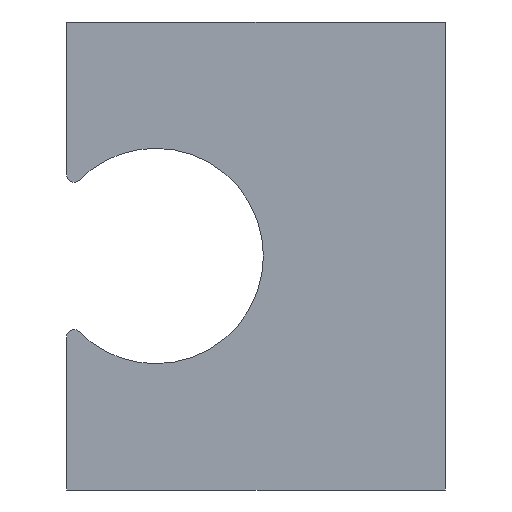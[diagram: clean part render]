
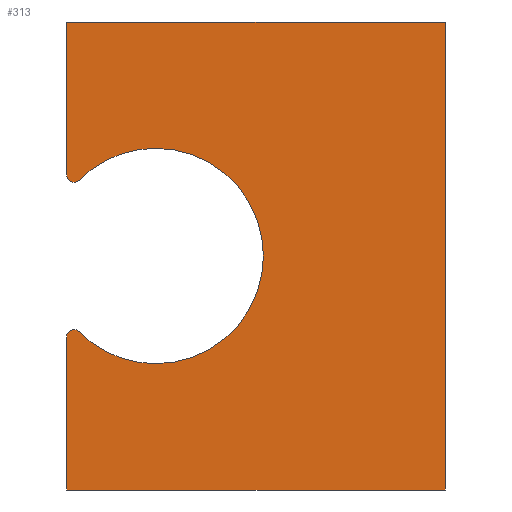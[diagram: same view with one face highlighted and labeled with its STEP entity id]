
A CAD part, front view. The second image highlights one B-rep face of the part: STEP entity #313.
In plain terms, the highlighted planar face has unit normal (0, -1, 0).
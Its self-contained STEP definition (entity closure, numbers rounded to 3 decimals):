
#141 = ORIENTED_EDGE ( 'NONE', *, *, #209, .F. ) ;
#145 = ORIENTED_EDGE ( 'NONE', *, *, #237, .F. ) ;
#149 = ORIENTED_EDGE ( 'NONE', *, *, #250, .F. ) ;
#151 = EDGE_CURVE ( 'NONE', #6477, #157, #922, .T. ) ;
#157 = VERTEX_POINT ( 'NONE', #916 ) ;
#172 = ORIENTED_EDGE ( 'NONE', *, *, #333, .F. ) ;
#174 = ORIENTED_EDGE ( 'NONE', *, *, #285, .F. ) ;
#177 = ORIENTED_EDGE ( 'NONE', *, *, #6462, .F. ) ;
#182 = ORIENTED_EDGE ( 'NONE', *, *, #306, .F. ) ;
#209 = EDGE_CURVE ( 'NONE', #228, #211, #988, .T. ) ;
#211 = VERTEX_POINT ( 'NONE', #983 ) ;
#225 = VERTEX_POINT ( 'NONE', #1001 ) ;
#228 = VERTEX_POINT ( 'NONE', #995 ) ;
#236 = VERTEX_POINT ( 'NONE', #1022 ) ;
#237 = EDGE_CURVE ( 'NONE', #211, #240, #1021, .T. ) ;
#240 = VERTEX_POINT ( 'NONE', #1016 ) ;
#250 = EDGE_CURVE ( 'NONE', #240, #236, #1093, .T. ) ;
#276 = EDGE_CURVE ( 'NONE', #225, #228, #1156, .T. ) ;
#285 = EDGE_CURVE ( 'NONE', #289, #301, #1274, .T. ) ;
#288 = EDGE_CURVE ( 'NONE', #157, #225, #1270, .T. ) ;
#289 = VERTEX_POINT ( 'NONE', #1265 ) ;
#296 = EDGE_LOOP ( 'NONE', ( #177, #172, #174, #182, #149, #145, #141, #359, #354, #355, #349 ) ) ;
#301 = VERTEX_POINT ( 'NONE', #1263 ) ;
#306 = EDGE_CURVE ( 'NONE', #236, #289, #1250, .T. ) ;
#313 = ADVANCED_FACE ( 'NONE', ( #1299 ), #1297, .F. ) ;
#333 = EDGE_CURVE ( 'NONE', #301, #6365, #1327, .T. ) ;
#349 = ORIENTED_EDGE ( 'NONE', *, *, #6479, .F. ) ;
#354 = ORIENTED_EDGE ( 'NONE', *, *, #288, .F. ) ;
#355 = ORIENTED_EDGE ( 'NONE', *, *, #151, .F. ) ;
#359 = ORIENTED_EDGE ( 'NONE', *, *, #276, .F. ) ;
#916 = CARTESIAN_POINT ( 'NONE',  ( -5.145, 0., -5.108 ) ) ;
#918 = DIRECTION ( 'NONE',  ( 0., 0., -1. ) ) ;
#919 = DIRECTION ( 'NONE',  ( 0., 1., 0. ) ) ;
#920 = CARTESIAN_POINT ( 'NONE',  ( -5.5, 0., -5.46 ) ) ;
#921 = AXIS2_PLACEMENT_3D ( 'NONE', #920, #919, #918 ) ;
#922 = CIRCLE ( 'NONE', #921, 0.5 ) ;
#983 = CARTESIAN_POINT ( 'NONE',  ( -5.145, 0., 5.108 ) ) ;
#984 = DIRECTION ( 'NONE',  ( 0., 0., 1. ) ) ;
#985 = DIRECTION ( 'NONE',  ( 0., -1., 0. ) ) ;
#986 = CARTESIAN_POINT ( 'NONE',  ( 0., 0., 0. ) ) ;
#987 = AXIS2_PLACEMENT_3D ( 'NONE', #986, #985, #984 ) ;
#988 = CIRCLE ( 'NONE', #987, 7.25 ) ;
#995 = CARTESIAN_POINT ( 'NONE',  ( 0., 0., 7.25 ) ) ;
#1001 = CARTESIAN_POINT ( 'NONE',  ( 0., 0., -7.25 ) ) ;
#1016 = CARTESIAN_POINT ( 'NONE',  ( -5.5, 0., 4.96 ) ) ;
#1017 = DIRECTION ( 'NONE',  ( 0., 0., 1. ) ) ;
#1018 = DIRECTION ( 'NONE',  ( 0., 1., 0. ) ) ;
#1019 = CARTESIAN_POINT ( 'NONE',  ( -5.5, 0., 5.46 ) ) ;
#1020 = AXIS2_PLACEMENT_3D ( 'NONE', #1019, #1018, #1017 ) ;
#1021 = CIRCLE ( 'NONE', #1020, 0.5 ) ;
#1022 = CARTESIAN_POINT ( 'NONE',  ( -6., 0., 5.46 ) ) ;
#1089 = DIRECTION ( 'NONE',  ( 0., 0., 1. ) ) ;
#1090 = DIRECTION ( 'NONE',  ( 0., 1., 0. ) ) ;
#1091 = CARTESIAN_POINT ( 'NONE',  ( -5.5, 0., 5.46 ) ) ;
#1092 = AXIS2_PLACEMENT_3D ( 'NONE', #1091, #1090, #1089 ) ;
#1093 = CIRCLE ( 'NONE', #1092, 0.5 ) ;
#1156 = CIRCLE ( 'NONE', #1196, 7.25 ) ;
#1193 = DIRECTION ( 'NONE',  ( 0., 0., 1. ) ) ;
#1194 = DIRECTION ( 'NONE',  ( 0., -1., 0. ) ) ;
#1195 = CARTESIAN_POINT ( 'NONE',  ( 0., 0., 0. ) ) ;
#1196 = AXIS2_PLACEMENT_3D ( 'NONE', #1195, #1194, #1193 ) ;
#1249 = CARTESIAN_POINT ( 'NONE',  ( -6., 0., 5.46 ) ) ;
#1250 = LINE ( 'NONE', #1249, #1315 ) ;
#1263 = CARTESIAN_POINT ( 'NONE',  ( 19.5, 0., 15.75 ) ) ;
#1265 = CARTESIAN_POINT ( 'NONE',  ( -6., 0., 15.75 ) ) ;
#1266 = DIRECTION ( 'NONE',  ( 0., 0., 1. ) ) ;
#1267 = DIRECTION ( 'NONE',  ( 0., -1., 0. ) ) ;
#1268 = CARTESIAN_POINT ( 'NONE',  ( 0., 0., 0. ) ) ;
#1269 = AXIS2_PLACEMENT_3D ( 'NONE', #1268, #1267, #1266 ) ;
#1270 = CIRCLE ( 'NONE', #1269, 7.25 ) ;
#1271 = DIRECTION ( 'NONE',  ( 1., 0., 0. ) ) ;
#1272 = VECTOR ( 'NONE', #1271, 1000. ) ;
#1273 = CARTESIAN_POINT ( 'NONE',  ( -6., 0., 15.75 ) ) ;
#1274 = LINE ( 'NONE', #1273, #1272 ) ;
#1293 = DIRECTION ( 'NONE',  ( 0., 0., 1. ) ) ;
#1294 = DIRECTION ( 'NONE',  ( 0., 1., 0. ) ) ;
#1295 = CARTESIAN_POINT ( 'NONE',  ( -5.5, 0., 5.46 ) ) ;
#1296 = AXIS2_PLACEMENT_3D ( 'NONE', #1295, #1294, #1293 ) ;
#1297 = PLANE ( 'NONE',  #1296 ) ;
#1299 = FACE_OUTER_BOUND ( 'NONE', #296, .T. ) ;
#1314 = DIRECTION ( 'NONE',  ( 0., 0., 1. ) ) ;
#1315 = VECTOR ( 'NONE', #1314, 1000. ) ;
#1324 = DIRECTION ( 'NONE',  ( 0., 0., -1. ) ) ;
#1325 = VECTOR ( 'NONE', #1324, 1000. ) ;
#1326 = CARTESIAN_POINT ( 'NONE',  ( 19.5, 0., -15.75 ) ) ;
#1327 = LINE ( 'NONE', #1326, #1325 ) ;
#3733 = CARTESIAN_POINT ( 'NONE',  ( 19.5, 0., -15.75 ) ) ;
#3869 = DIRECTION ( 'NONE',  ( 0., 0., 1. ) ) ;
#3870 = VECTOR ( 'NONE', #3869, 1000. ) ;
#3871 = CARTESIAN_POINT ( 'NONE',  ( -6., 0., -5.46 ) ) ;
#3872 = LINE ( 'NONE', #3871, #3870 ) ;
#3873 = CARTESIAN_POINT ( 'NONE',  ( -6., 0., -5.46 ) ) ;
#3889 = CARTESIAN_POINT ( 'NONE',  ( -6., 0., -15.75 ) ) ;
#3890 = DIRECTION ( 'NONE',  ( -1., 0., 0. ) ) ;
#3891 = VECTOR ( 'NONE', #3890, 1000. ) ;
#3892 = CARTESIAN_POINT ( 'NONE',  ( -6., 0., -15.75 ) ) ;
#3898 = LINE ( 'NONE', #3892, #3891 ) ;
#6365 = VERTEX_POINT ( 'NONE', #3733 ) ;
#6462 = EDGE_CURVE ( 'NONE', #6365, #6464, #3898, .T. ) ;
#6464 = VERTEX_POINT ( 'NONE', #3889 ) ;
#6477 = VERTEX_POINT ( 'NONE', #3873 ) ;
#6479 = EDGE_CURVE ( 'NONE', #6464, #6477, #3872, .T. ) ;
